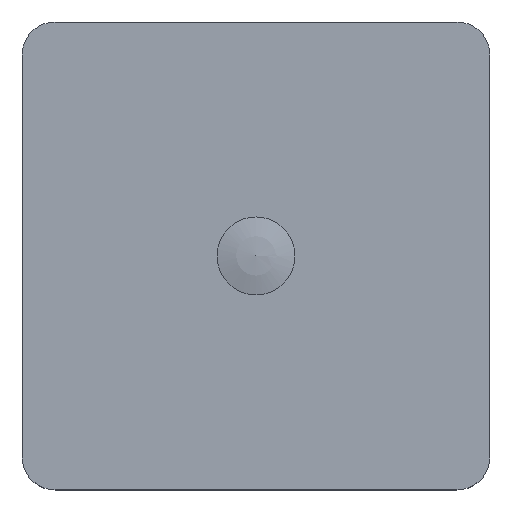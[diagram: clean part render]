
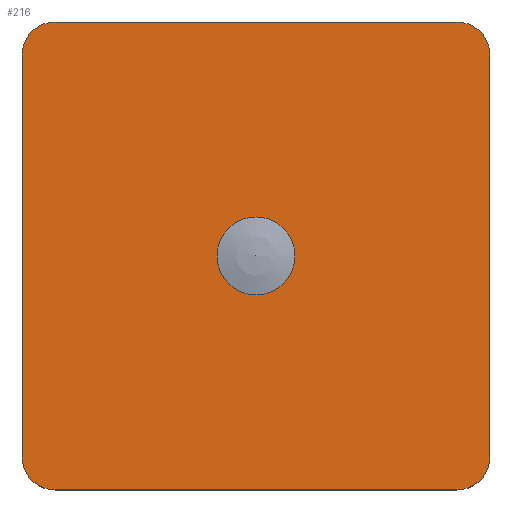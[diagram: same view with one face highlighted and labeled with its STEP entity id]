
A CAD part, top view. The second image highlights one B-rep face of the part: STEP entity #216.
In plain terms, the highlighted planar face has unit normal (0, 0, 1).
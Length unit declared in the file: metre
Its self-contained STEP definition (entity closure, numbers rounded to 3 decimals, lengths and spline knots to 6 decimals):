
#15=LINE('',#400,#31);
#19=LINE('',#409,#35);
#21=LINE('',#413,#37);
#25=LINE('',#422,#41);
#31=VECTOR('',#335,1.);
#35=VECTOR('',#341,1.);
#37=VECTOR('',#345,1.);
#41=VECTOR('',#351,1.);
#60=PLANE('',#305);
#81=ORIENTED_EDGE('',*,*,#134,.F.);
#82=ORIENTED_EDGE('',*,*,#124,.T.);
#83=ORIENTED_EDGE('',*,*,#135,.T.);
#84=ORIENTED_EDGE('',*,*,#126,.T.);
#85=ORIENTED_EDGE('',*,*,#136,.T.);
#86=ORIENTED_EDGE('',*,*,#130,.F.);
#87=ORIENTED_EDGE('',*,*,#137,.T.);
#88=ORIENTED_EDGE('',*,*,#120,.F.);
#89=ORIENTED_EDGE('',*,*,#138,.T.);
#120=EDGE_CURVE('',#147,#148,#15,.T.);
#124=EDGE_CURVE('',#152,#151,#19,.T.);
#126=EDGE_CURVE('',#153,#154,#21,.T.);
#130=EDGE_CURVE('',#157,#158,#25,.T.);
#134=EDGE_CURVE('',#161,#161,#164,.T.);
#135=EDGE_CURVE('',#151,#153,#165,.T.);
#136=EDGE_CURVE('',#154,#158,#166,.T.);
#137=EDGE_CURVE('',#157,#148,#167,.T.);
#138=EDGE_CURVE('',#147,#152,#168,.T.);
#147=VERTEX_POINT('',#399);
#148=VERTEX_POINT('',#401);
#151=VERTEX_POINT('',#408);
#152=VERTEX_POINT('',#410);
#153=VERTEX_POINT('',#414);
#154=VERTEX_POINT('',#415);
#157=VERTEX_POINT('',#423);
#158=VERTEX_POINT('',#424);
#161=VERTEX_POINT('',#432);
#164=CIRCLE('',#306,0.0015);
#165=CIRCLE('',#307,0.00127);
#166=CIRCLE('',#308,0.00127);
#167=CIRCLE('',#309,0.00127);
#168=CIRCLE('',#310,0.00127);
#180=EDGE_LOOP('',(#81));
#181=EDGE_LOOP('',(#82,#83,#84,#85,#86,#87,#88,#89));
#196=FACE_BOUND('',#180,.T.);
#197=FACE_BOUND('',#181,.T.);
#216=ADVANCED_FACE('',(#196,#197),#60,.T.);
#305=AXIS2_PLACEMENT_3D('',#430,#355,#356);
#306=AXIS2_PLACEMENT_3D('',#431,#357,#358);
#307=AXIS2_PLACEMENT_3D('',#433,#359,#360);
#308=AXIS2_PLACEMENT_3D('',#434,#361,#362);
#309=AXIS2_PLACEMENT_3D('',#435,#363,#364);
#310=AXIS2_PLACEMENT_3D('',#436,#365,#366);
#335=DIRECTION('',(0.,-1.,0.));
#341=DIRECTION('',(-1.,0.,0.));
#345=DIRECTION('',(0.,-1.,0.));
#351=DIRECTION('',(-1.,0.,0.));
#355=DIRECTION('',(0.,0.,1.));
#356=DIRECTION('',(1.,0.,0.));
#357=DIRECTION('',(0.,0.,1.));
#358=DIRECTION('',(1.,0.,0.));
#359=DIRECTION('',(0.,0.,1.));
#360=DIRECTION('',(1.,0.,0.));
#361=DIRECTION('',(0.,0.,1.));
#362=DIRECTION('',(1.,0.,0.));
#363=DIRECTION('',(0.,0.,1.));
#364=DIRECTION('',(1.,0.,0.));
#365=DIRECTION('',(0.,0.,1.));
#366=DIRECTION('',(1.,0.,0.));
#399=CARTESIAN_POINT('',(0.009,0.00773,0.004));
#400=CARTESIAN_POINT('',(0.009,0.,0.004));
#401=CARTESIAN_POINT('',(0.009,-0.00773,0.004));
#408=CARTESIAN_POINT('',(-0.00773,0.009,0.004));
#409=CARTESIAN_POINT('',(0.,0.009,0.004));
#410=CARTESIAN_POINT('',(0.00773,0.009,0.004));
#413=CARTESIAN_POINT('',(-0.009,0.,0.004));
#414=CARTESIAN_POINT('',(-0.009,0.00773,0.004));
#415=CARTESIAN_POINT('',(-0.009,-0.00773,0.004));
#422=CARTESIAN_POINT('',(0.,-0.009,0.004));
#423=CARTESIAN_POINT('',(0.00773,-0.009,0.004));
#424=CARTESIAN_POINT('',(-0.00773,-0.009,0.004));
#430=CARTESIAN_POINT('',(0.,0.,0.004));
#431=CARTESIAN_POINT('',(0.,0.,0.004));
#432=CARTESIAN_POINT('',(0.0015,0.,0.004));
#433=CARTESIAN_POINT('',(-0.00773,0.00773,0.004));
#434=CARTESIAN_POINT('',(-0.00773,-0.00773,0.004));
#435=CARTESIAN_POINT('',(0.00773,-0.00773,0.004));
#436=CARTESIAN_POINT('',(0.00773,0.00773,0.004));
